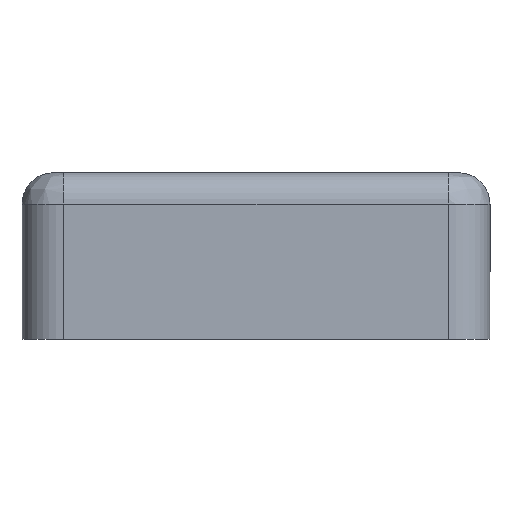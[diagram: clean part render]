
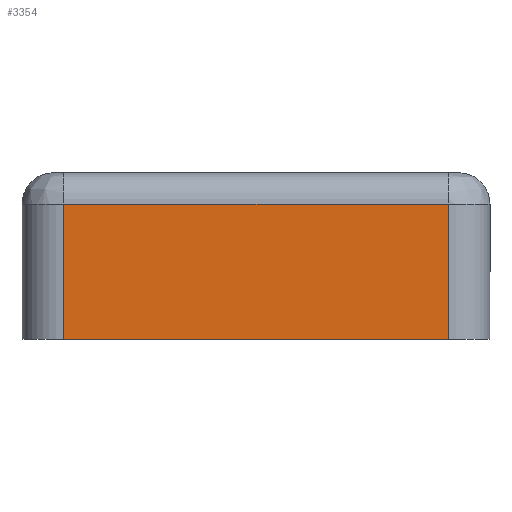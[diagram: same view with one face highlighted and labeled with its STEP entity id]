
A CAD part, left-side view. The second image highlights one B-rep face of the part: STEP entity #3354.
In plain terms, the highlighted planar face has unit normal (-1, 0, 0).
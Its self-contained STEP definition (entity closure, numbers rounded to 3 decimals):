
#177 = LINE ( 'NONE', #4268, #4920 ) ;
#264 = DIRECTION ( 'NONE',  ( 0., 1., 0. ) ) ;
#1034 = ORIENTED_EDGE ( 'NONE', *, *, #5735, .F. ) ;
#1050 = PLANE ( 'NONE',  #7837 ) ;
#1618 = VECTOR ( 'NONE', #6224, 1000. ) ;
#2125 = CARTESIAN_POINT ( 'NONE',  ( -45., 22.5, 0. ) ) ;
#2432 = DIRECTION ( 'NONE',  ( 0., 0., 1. ) ) ;
#2789 = CARTESIAN_POINT ( 'NONE',  ( -45., -18.5, 0. ) ) ;
#3072 = VERTEX_POINT ( 'NONE', #2789 ) ;
#3117 = DIRECTION ( 'NONE',  ( 0., 0., -1. ) ) ;
#3161 = CARTESIAN_POINT ( 'NONE',  ( -45., 18.5, 13. ) ) ;
#3330 = VECTOR ( 'NONE', #3117, 1000. ) ;
#3354 = ADVANCED_FACE ( 'NONE', ( #8048 ), #1050, .F. ) ;
#3396 = EDGE_CURVE ( 'NONE', #6666, #3072, #6645, .T. ) ;
#3655 = CARTESIAN_POINT ( 'NONE',  ( -45., 22.5, 16. ) ) ;
#3783 = ORIENTED_EDGE ( 'NONE', *, *, #3396, .F. ) ;
#3908 = ORIENTED_EDGE ( 'NONE', *, *, #4689, .F. ) ;
#4265 = DIRECTION ( 'NONE',  ( 0., 0., -1. ) ) ;
#4268 = CARTESIAN_POINT ( 'NONE',  ( -45., 18.5, 16. ) ) ;
#4539 = VECTOR ( 'NONE', #264, 1000. ) ;
#4689 = EDGE_CURVE ( 'NONE', #5232, #6666, #6577, .T. ) ;
#4920 = VECTOR ( 'NONE', #2432, 1000. ) ;
#4946 = CARTESIAN_POINT ( 'NONE',  ( -45., -22.5, 13. ) ) ;
#5232 = VERTEX_POINT ( 'NONE', #3161 ) ;
#5462 = EDGE_LOOP ( 'NONE', ( #3908, #1034, #7687, #3783 ) ) ;
#5595 = CARTESIAN_POINT ( 'NONE',  ( -45., 18.5, 0. ) ) ;
#5735 = EDGE_CURVE ( 'NONE', #7374, #5232, #177, .T. ) ;
#5913 = EDGE_CURVE ( 'NONE', #3072, #7374, #8105, .T. ) ;
#6055 = CARTESIAN_POINT ( 'NONE',  ( -45., -18.5, 13. ) ) ;
#6224 = DIRECTION ( 'NONE',  ( 0., -1., 0. ) ) ;
#6577 = LINE ( 'NONE', #4946, #1618 ) ;
#6645 = LINE ( 'NONE', #6829, #3330 ) ;
#6666 = VERTEX_POINT ( 'NONE', #6055 ) ;
#6829 = CARTESIAN_POINT ( 'NONE',  ( -45., -18.5, 16. ) ) ;
#7374 = VERTEX_POINT ( 'NONE', #5595 ) ;
#7687 = ORIENTED_EDGE ( 'NONE', *, *, #5913, .F. ) ;
#7837 = AXIS2_PLACEMENT_3D ( 'NONE', #3655, #8061, #4265 ) ;
#8048 = FACE_OUTER_BOUND ( 'NONE', #5462, .T. ) ;
#8061 = DIRECTION ( 'NONE',  ( 1., 0., 0. ) ) ;
#8105 = LINE ( 'NONE', #2125, #4539 ) ;
